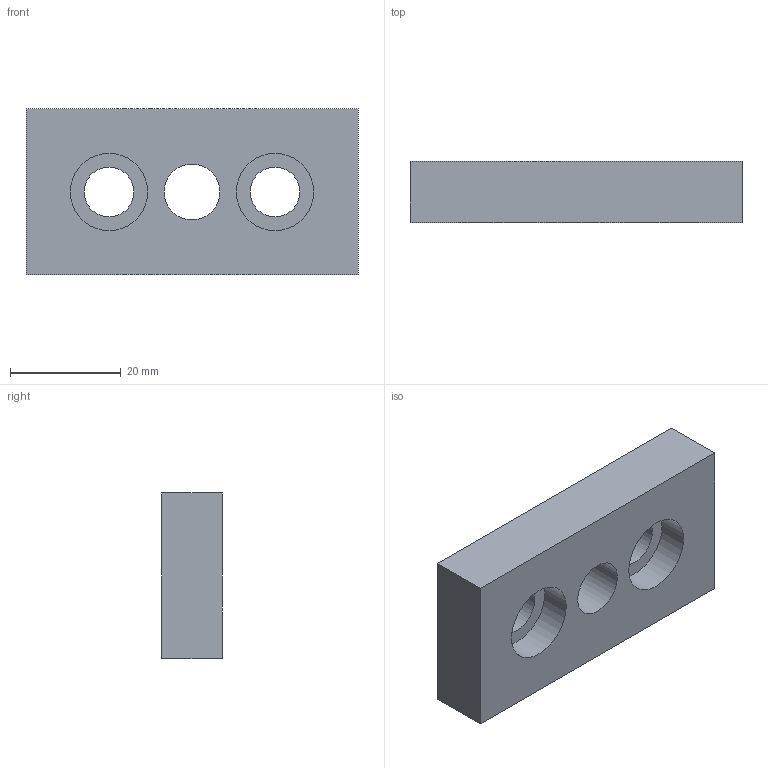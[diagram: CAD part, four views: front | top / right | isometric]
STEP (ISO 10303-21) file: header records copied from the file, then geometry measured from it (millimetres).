
FILE_DESCRIPTION(('STEP AP214'),'1');
FILE_NAME('cctmp_81B93EF5-E3F9-4018-AAB6-A8B766CE8E38_2020_1_14_9_2_54_682..stp','2020-01-14T08:02:54',('Bosch Rexroth AG'),('CADClick - www.CADClick.com'),'Spatial InterOp 3D',' ','unknown authorization - (Healing Option Enabled)');
FILE_SCHEMA(('AUTOMOTIVE_DESIGN'));
Length unit declared in the file: millimetre
Products named in the file (1): 2020_01_14__09-02-54-682
Bounding box: 60 x 11 x 30 mm (x, y, z)
Volume: 16524.5 mm3; surface area: 6309.2 mm2
Topology: 1 solids, 1 shells, 18 faces, 42 edges, 28 vertices
Faces by surface type: cylinder 10, plane 8
Entity records: 706 total; most frequent: DIRECTION 100, CARTESIAN_POINT 89, ORIENTED_EDGE 84, EDGE_CURVE 42, AXIS2_PLACEMENT_3D 39, VERTEX_POINT 28, EDGE_LOOP 26, LINE 22
